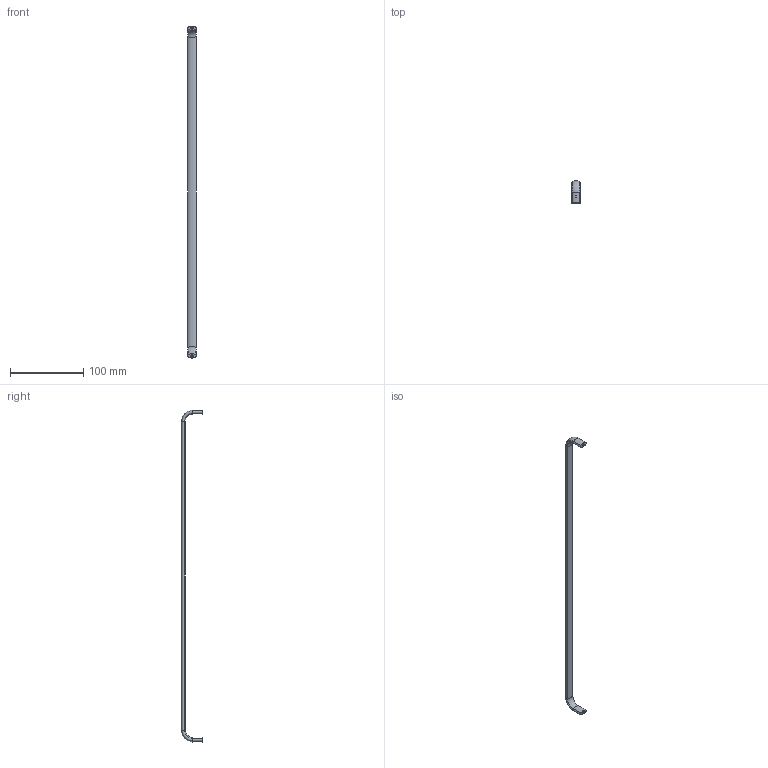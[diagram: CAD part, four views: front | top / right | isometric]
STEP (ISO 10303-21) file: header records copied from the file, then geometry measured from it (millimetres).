
FILE_DESCRIPTION(('Creo Elements/Direct Modeling STEP Export'),'2;1');
FILE_NAME('1530-454.stp','2021-03-18T10:34:40',(''),(''),'Creo Elements/Direct Modeling STEP processor for AP214 (Solid Model)','Creo Elements/Direct Modeling 20.0 12-Nov-2016 (C) Parametric Technology GmbH','');
FILE_SCHEMA(('AUTOMOTIVE_DESIGN { 1 0 10303 214 1 1 1 1 }'));
Length unit declared in the file: millimetre
Products named in the file (1): 1530-454
Bounding box: 12 x 29.97 x 453.94 mm (x, y, z)
Volume: 27336.6 mm3; surface area: 14598.9 mm2
Topology: 1 solids, 1 shells, 36 faces, 76 edges, 42 vertices
Faces by surface type: cylinder 20, torus 8, plane 4, cone 4
Entity records: 954 total; most frequent: DIRECTION 178, ORIENTED_EDGE 144, CARTESIAN_POINT 143, AXIS2_PLACEMENT_3D 77, EDGE_CURVE 72, VERTEX_POINT 42, CIRCLE 40, EDGE_LOOP 40
